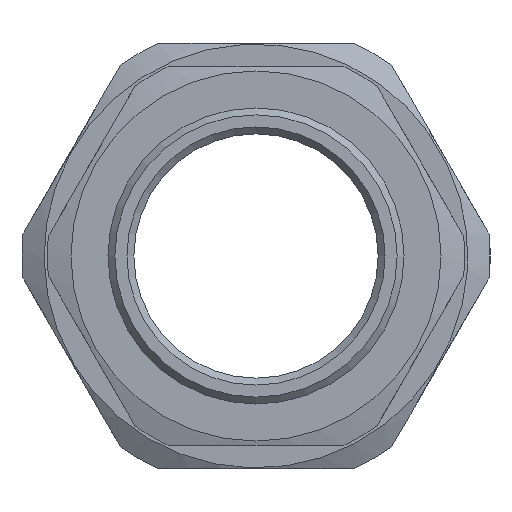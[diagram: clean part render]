
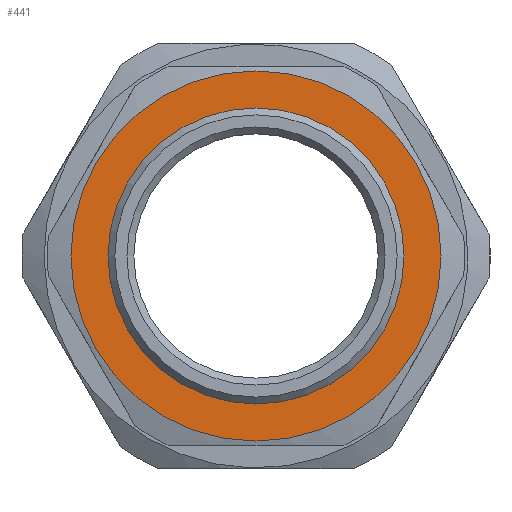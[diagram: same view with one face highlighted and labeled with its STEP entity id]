
A CAD part, left-side view. The second image highlights one B-rep face of the part: STEP entity #441.
In plain terms, the highlighted planar face has unit normal (-1, 0, 0).
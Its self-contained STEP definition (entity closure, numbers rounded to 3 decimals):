
#6 = EDGE_CURVE ( 'NONE', #5029, #5029, #260, .T. ) ;
#84 = CARTESIAN_POINT ( 'NONE',  ( 15.3, 0., -20. ) ) ;
#104 = AXIS2_PLACEMENT_3D ( 'NONE', #961, #832, #1295 ) ;
#260 = CIRCLE ( 'NONE', #1454, 20. ) ;
#441 = ADVANCED_FACE ( 'NONE', ( #2421, #873 ), #1215, .F. ) ;
#796 = CARTESIAN_POINT ( 'NONE',  ( 15.3, 0., 0. ) ) ;
#832 = DIRECTION ( 'NONE',  ( 1., 0., 0. ) ) ;
#873 = FACE_BOUND ( 'NONE', #994, .T. ) ;
#961 = CARTESIAN_POINT ( 'NONE',  ( 15.3, 16., 0. ) ) ;
#994 = EDGE_LOOP ( 'NONE', ( #5663 ) ) ;
#1039 = ORIENTED_EDGE ( 'NONE', *, *, #6, .F. ) ;
#1215 = PLANE ( 'NONE',  #104 ) ;
#1295 = DIRECTION ( 'NONE',  ( 0., 0., -1. ) ) ;
#1303 = DIRECTION ( 'NONE',  ( 0., 0., -1. ) ) ;
#1454 = AXIS2_PLACEMENT_3D ( 'NONE', #1849, #1575, #1966 ) ;
#1575 = DIRECTION ( 'NONE',  ( 1., 0., 0. ) ) ;
#1849 = CARTESIAN_POINT ( 'NONE',  ( 15.3, 0., 0. ) ) ;
#1881 = AXIS2_PLACEMENT_3D ( 'NONE', #796, #4001, #1303 ) ;
#1966 = DIRECTION ( 'NONE',  ( 0., 0., -1. ) ) ;
#2342 = VERTEX_POINT ( 'NONE', #3435 ) ;
#2421 = FACE_OUTER_BOUND ( 'NONE', #3153, .T. ) ;
#2578 = CIRCLE ( 'NONE', #1881, 16. ) ;
#3153 = EDGE_LOOP ( 'NONE', ( #1039 ) ) ;
#3435 = CARTESIAN_POINT ( 'NONE',  ( 15.3, 0., -16. ) ) ;
#4001 = DIRECTION ( 'NONE',  ( 1., 0., 0. ) ) ;
#5029 = VERTEX_POINT ( 'NONE', #84 ) ;
#5427 = EDGE_CURVE ( 'NONE', #2342, #2342, #2578, .T. ) ;
#5663 = ORIENTED_EDGE ( 'NONE', *, *, #5427, .T. ) ;
